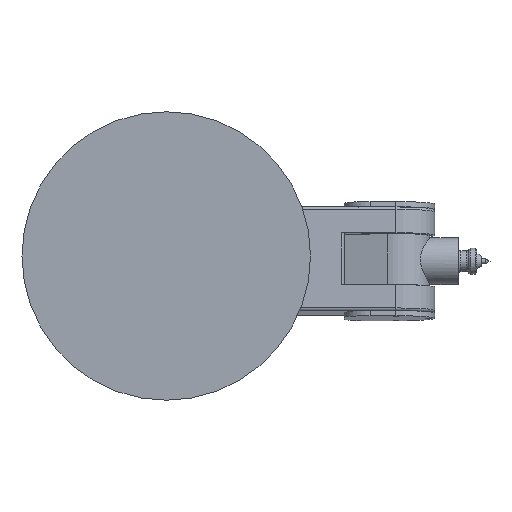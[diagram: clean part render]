
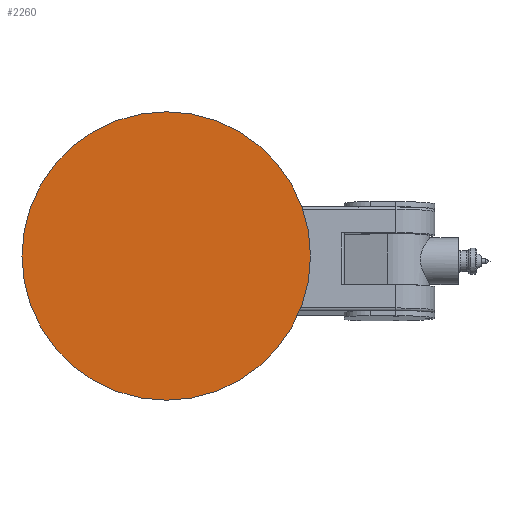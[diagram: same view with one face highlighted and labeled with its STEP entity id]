
A CAD part, front view. The second image highlights one B-rep face of the part: STEP entity #2260.
In plain terms, the highlighted planar face has unit normal (0, -1, 0).
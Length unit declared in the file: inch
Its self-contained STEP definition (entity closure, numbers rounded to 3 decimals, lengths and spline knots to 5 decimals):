
#356 = PLANE ( 'NONE',  #15386 ) ;
#389 = DIRECTION ( 'NONE',  ( 0., 1., 0. ) ) ;
#1773 = FACE_OUTER_BOUND ( 'NONE', #11086, .T. ) ;
#1994 = AXIS2_PLACEMENT_3D ( 'NONE', #14516, #389, #11863 ) ;
#2158 = CARTESIAN_POINT ( 'NONE',  ( 0., 0., 0. ) ) ;
#2260 = ADVANCED_FACE ( 'NONE', ( #1773 ), #356, .F. ) ;
#3817 = CARTESIAN_POINT ( 'NONE',  ( 0., 0., -10.9252 ) ) ;
#4052 = CARTESIAN_POINT ( 'NONE',  ( 0., 0., 10.9252 ) ) ;
#4654 = VERTEX_POINT ( 'NONE', #4052 ) ;
#5566 = EDGE_CURVE ( 'NONE', #4654, #10529, #13906, .T. ) ;
#5700 = CIRCLE ( 'NONE', #16133, 10.9252 ) ;
#6183 = ORIENTED_EDGE ( 'NONE', *, *, #5566, .F. ) ;
#7461 = DIRECTION ( 'NONE',  ( 0., 1., 0. ) ) ;
#8195 = ORIENTED_EDGE ( 'NONE', *, *, #14305, .F. ) ;
#10529 = VERTEX_POINT ( 'NONE', #3817 ) ;
#11086 = EDGE_LOOP ( 'NONE', ( #8195, #6183 ) ) ;
#11863 = DIRECTION ( 'NONE',  ( 0., 0., 1. ) ) ;
#12222 = DIRECTION ( 'NONE',  ( 0., 0., 1. ) ) ;
#13248 = DIRECTION ( 'NONE',  ( 0., 0., 1. ) ) ;
#13906 = CIRCLE ( 'NONE', #1994, 10.9252 ) ;
#14305 = EDGE_CURVE ( 'NONE', #10529, #4654, #5700, .T. ) ;
#14516 = CARTESIAN_POINT ( 'NONE',  ( 0., 0., 0. ) ) ;
#15245 = DIRECTION ( 'NONE',  ( 0., 1., 0. ) ) ;
#15386 = AXIS2_PLACEMENT_3D ( 'NONE', #17537, #7461, #13248 ) ;
#16133 = AXIS2_PLACEMENT_3D ( 'NONE', #2158, #15245, #12222 ) ;
#17537 = CARTESIAN_POINT ( 'NONE',  ( 0., 0., 0. ) ) ;
